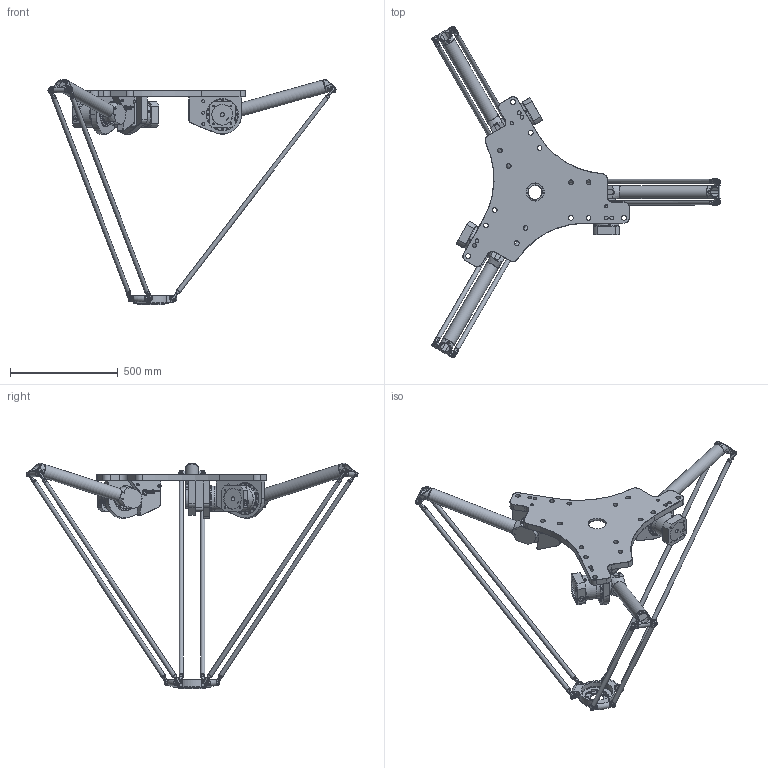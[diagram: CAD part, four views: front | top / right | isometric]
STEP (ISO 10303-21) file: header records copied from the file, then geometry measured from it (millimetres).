
FILE_DESCRIPTION(/* description */ ('Norm.iam Teamplte'),/* implementation_level */ '2;1');
FILE_NAME(/* name */ '3D-model_A_00855-01.stp',/* time_stamp */ '2022-02-07T16:25:08+01:00',/* author */ ('michael.schutter'),/* organization */ (''),/* preprocessor_version */ 'ST-DEVELOPER v16.5',/* originating_system */ 'Autodesk Inventor 2017',/* authorisation */ '');
FILE_SCHEMA (('AUTOMOTIVE_DESIGN { 1 0 10303 214 3 1 1 }'));
Products named in the file (7): A_00855-01_DUMMY DELTA Robotermechanik RL3-1600-6kg; MT_WST00105737; MT_WST00105734 Getriebe; MT_WST00045206MT_WST; MT_WST00106715; MT_WST00061080MT_WST; MT_WST00056653MT_WST
Assembly tree (20 placements, depth 2):
  A_00855-01_DUMMY DELTA Robotermechanik RL3-1600-6kg
    MT_WST00105737
    MT_WST00105734 Getriebe  x3
    MT_WST00045206MT_WST  x6
    MT_WST00106715  x3
    MT_WST00061080MT_WST  x6
    MT_WST00056653MT_WST
Bounding box: 1334.88 x 1538.05 x 1045.59 mm (x, y, z)
Volume: 24958098.5 mm3; surface area: 2389337.9 mm2
Topology: 20 solids, 32 shells, 2991 faces, 7103 edges, 4519 vertices
Faces by surface type: plane 1541, cylinder 924, cone 325, torus 105, bspline 96
Full cylindrical faces by diameter (mm): 4.917 x9, 5 x72, 5.188 x36, 6 x1, 6.647 x18, 8 x37, 8.5 x60, 9 x3, 9.6 x3, 10 x9, 12 x22, 13.835 x9, 16 x12, 17.294 x6, 18 x24, 18.376 x3, 19 x3, 20 x18, 22 x15, 26 x3, 28 x3, 40 x3, 59.8 x6, 60 x3, 63 x1, 72 x3, 80 x6, 82 x1, 85 x3, 96 x3
Entity records: 54926 total; most frequent: CARTESIAN_POINT 15822, DIRECTION 8185, ORIENTED_EDGE 7192, EDGE_CURVE 3596, AXIS2_PLACEMENT_3D 3061, VERTEX_POINT 2494, EDGE_LOOP 2360, LINE 2063
